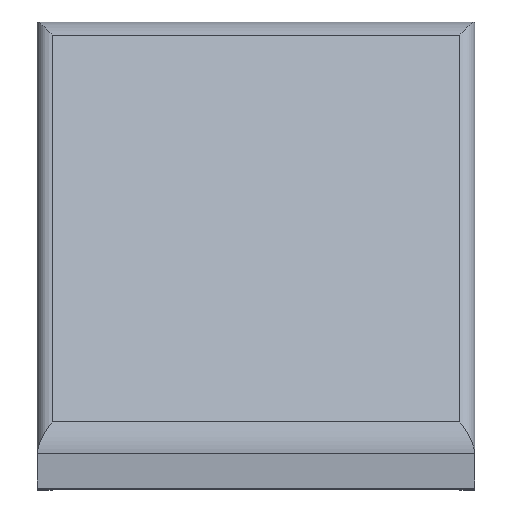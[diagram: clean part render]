
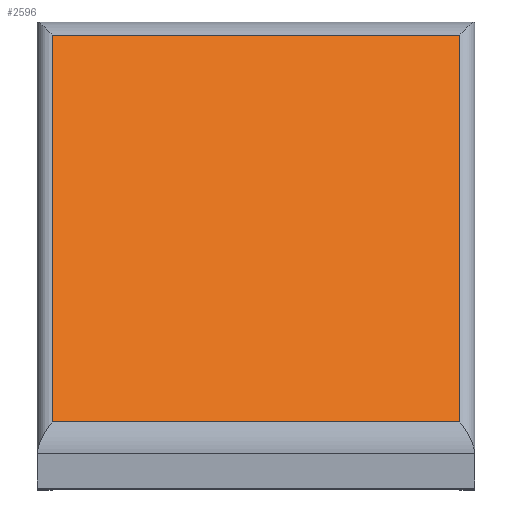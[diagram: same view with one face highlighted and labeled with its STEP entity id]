
A CAD part, top view. The second image highlights one B-rep face of the part: STEP entity #2596.
In plain terms, the highlighted face is planar.
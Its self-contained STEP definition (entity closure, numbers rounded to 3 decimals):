
#161=FACE_OUTER_BOUND('',#297,.T.);
#297=EDGE_LOOP('',(#1701,#1702,#1703,#1704));
#438=LINE('',#3687,#739);
#439=LINE('',#3689,#740);
#440=LINE('',#3691,#741);
#441=LINE('',#3692,#742);
#739=VECTOR('',#2985,1000.);
#740=VECTOR('',#2986,1000.);
#741=VECTOR('',#2987,1000.);
#742=VECTOR('',#2988,1000.);
#1040=VERTEX_POINT('',#3685);
#1041=VERTEX_POINT('',#3686);
#1042=VERTEX_POINT('',#3688);
#1043=VERTEX_POINT('',#3690);
#1302=EDGE_CURVE('',#1040,#1041,#438,.T.);
#1303=EDGE_CURVE('',#1042,#1040,#439,.T.);
#1304=EDGE_CURVE('',#1042,#1043,#440,.T.);
#1305=EDGE_CURVE('',#1043,#1041,#441,.T.);
#1701=ORIENTED_EDGE('',*,*,#1302,.F.);
#1702=ORIENTED_EDGE('',*,*,#1303,.F.);
#1703=ORIENTED_EDGE('',*,*,#1304,.T.);
#1704=ORIENTED_EDGE('',*,*,#1305,.T.);
#2499=PLANE('',#2780);
#2596=ADVANCED_FACE('',(#161),#2499,.F.);
#2780=AXIS2_PLACEMENT_3D('',#3684,#2983,#2984);
#2983=DIRECTION('center_axis',(0.,1.,0.));
#2984=DIRECTION('ref_axis',(0.,0.,1.));
#2985=DIRECTION('',(-1.,0.,0.));
#2986=DIRECTION('',(0.,0.,-1.));
#2987=DIRECTION('',(-1.,0.,0.));
#2988=DIRECTION('',(0.,0.,-1.));
#3684=CARTESIAN_POINT('Origin',(43.8,-8.,54.852));
#3685=CARTESIAN_POINT('',(40.8,-8.,-54.852));
#3686=CARTESIAN_POINT('',(-40.8,-8.,-54.852));
#3687=CARTESIAN_POINT('',(43.8,-8.,-54.852));
#3688=CARTESIAN_POINT('',(40.8,-8.,54.852));
#3689=CARTESIAN_POINT('',(40.8,-8.,67.));
#3690=CARTESIAN_POINT('',(-40.8,-8.,54.852));
#3691=CARTESIAN_POINT('',(43.8,-8.,54.852));
#3692=CARTESIAN_POINT('',(-40.8,-8.,67.));
